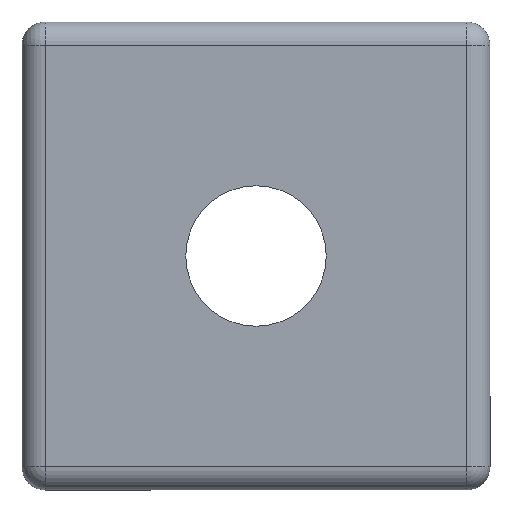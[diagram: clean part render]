
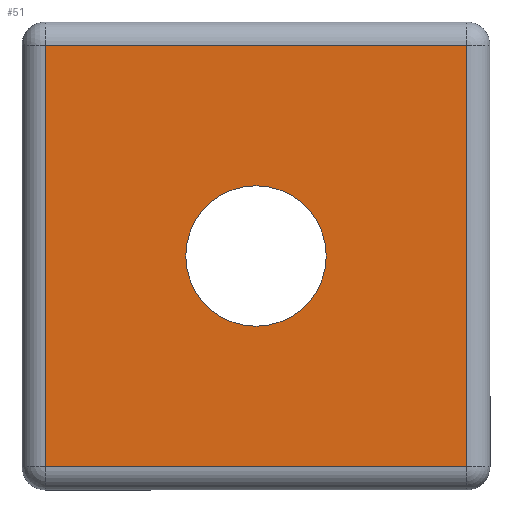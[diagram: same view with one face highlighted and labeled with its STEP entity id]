
A CAD part, front view. The second image highlights one B-rep face of the part: STEP entity #51.
In plain terms, the highlighted planar face has unit normal (0, -1, 0).
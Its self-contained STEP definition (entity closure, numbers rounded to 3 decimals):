
#8 = CARTESIAN_POINT ( 'NONE',  ( 2., 0., -2. ) ) ;
#13 = CARTESIAN_POINT ( 'NONE',  ( 2., 0., -40. ) ) ;
#15 = CARTESIAN_POINT ( 'NONE',  ( 0., 0., -2. ) ) ;
#23 = FACE_OUTER_BOUND ( 'NONE', #107, .T. ) ;
#46 = AXIS2_PLACEMENT_3D ( 'NONE', #495, #498, #715 ) ;
#51 = ADVANCED_FACE ( 'NONE', ( #23, #477 ), #485, .T. ) ;
#76 = DIRECTION ( 'NONE',  ( 0., -1., 0. ) ) ;
#107 = EDGE_LOOP ( 'NONE', ( #617, #364, #209, #112 ) ) ;
#112 = ORIENTED_EDGE ( 'NONE', *, *, #375, .T. ) ;
#157 = VERTEX_POINT ( 'NONE', #729 ) ;
#185 = EDGE_LOOP ( 'NONE', ( #400, #445 ) ) ;
#203 = EDGE_CURVE ( 'NONE', #250, #534, #450, .T. ) ;
#209 = ORIENTED_EDGE ( 'NONE', *, *, #203, .T. ) ;
#238 = DIRECTION ( 'NONE',  ( 0., 0., -1. ) ) ;
#250 = VERTEX_POINT ( 'NONE', #506 ) ;
#255 = DIRECTION ( 'NONE',  ( 0., 0., -1. ) ) ;
#262 = CARTESIAN_POINT ( 'NONE',  ( 38., 0., -2. ) ) ;
#318 = EDGE_CURVE ( 'NONE', #668, #537, #460, .T. ) ;
#322 = CARTESIAN_POINT ( 'NONE',  ( 20., 0., -14. ) ) ;
#323 = EDGE_CURVE ( 'NONE', #537, #250, #569, .T. ) ;
#346 = CARTESIAN_POINT ( 'NONE',  ( 38., 0., 0. ) ) ;
#350 = CARTESIAN_POINT ( 'NONE',  ( 40., 0., -38. ) ) ;
#364 = ORIENTED_EDGE ( 'NONE', *, *, #323, .T. ) ;
#375 = EDGE_CURVE ( 'NONE', #534, #668, #525, .T. ) ;
#383 = DIRECTION ( 'NONE',  ( 0., 0., 1. ) ) ;
#400 = ORIENTED_EDGE ( 'NONE', *, *, #562, .T. ) ;
#407 = DIRECTION ( 'NONE',  ( -1., 0., 0. ) ) ;
#438 = DIRECTION ( 'NONE',  ( 0., 1., 0. ) ) ;
#442 = VECTOR ( 'NONE', #446, 1000. ) ;
#445 = ORIENTED_EDGE ( 'NONE', *, *, #566, .T. ) ;
#446 = DIRECTION ( 'NONE',  ( 0., 0., 1. ) ) ;
#450 = LINE ( 'NONE', #346, #442 ) ;
#460 = LINE ( 'NONE', #13, #545 ) ;
#463 = CIRCLE ( 'NONE', #553, 6. ) ;
#469 = DIRECTION ( 'NONE',  ( 1., 0., 0. ) ) ;
#477 = FACE_BOUND ( 'NONE', #185, .T. ) ;
#485 = PLANE ( 'NONE',  #652 ) ;
#491 = CARTESIAN_POINT ( 'NONE',  ( 2., 0., -38. ) ) ;
#495 = CARTESIAN_POINT ( 'NONE',  ( 20., 0., -20. ) ) ;
#498 = DIRECTION ( 'NONE',  ( 0., 1., 0. ) ) ;
#506 = CARTESIAN_POINT ( 'NONE',  ( 38., 0., -38. ) ) ;
#525 = LINE ( 'NONE', #15, #607 ) ;
#534 = VERTEX_POINT ( 'NONE', #262 ) ;
#537 = VERTEX_POINT ( 'NONE', #491 ) ;
#545 = VECTOR ( 'NONE', #238, 1000. ) ;
#553 = AXIS2_PLACEMENT_3D ( 'NONE', #674, #438, #383 ) ;
#562 = EDGE_CURVE ( 'NONE', #157, #728, #588, .T. ) ;
#566 = EDGE_CURVE ( 'NONE', #728, #157, #463, .T. ) ;
#569 = LINE ( 'NONE', #350, #638 ) ;
#588 = CIRCLE ( 'NONE', #46, 6. ) ;
#601 = CARTESIAN_POINT ( 'NONE',  ( 0., 0., 0. ) ) ;
#607 = VECTOR ( 'NONE', #407, 1000. ) ;
#617 = ORIENTED_EDGE ( 'NONE', *, *, #318, .T. ) ;
#638 = VECTOR ( 'NONE', #469, 1000. ) ;
#652 = AXIS2_PLACEMENT_3D ( 'NONE', #601, #76, #255 ) ;
#668 = VERTEX_POINT ( 'NONE', #8 ) ;
#674 = CARTESIAN_POINT ( 'NONE',  ( 20., 0., -20. ) ) ;
#715 = DIRECTION ( 'NONE',  ( 0., 0., 1. ) ) ;
#728 = VERTEX_POINT ( 'NONE', #322 ) ;
#729 = CARTESIAN_POINT ( 'NONE',  ( 20., 0., -26. ) ) ;
